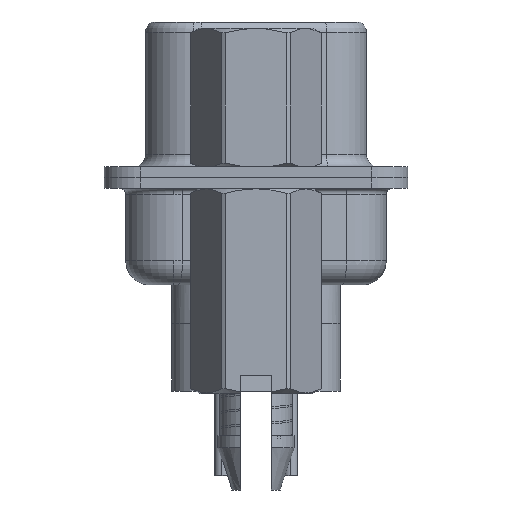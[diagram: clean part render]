
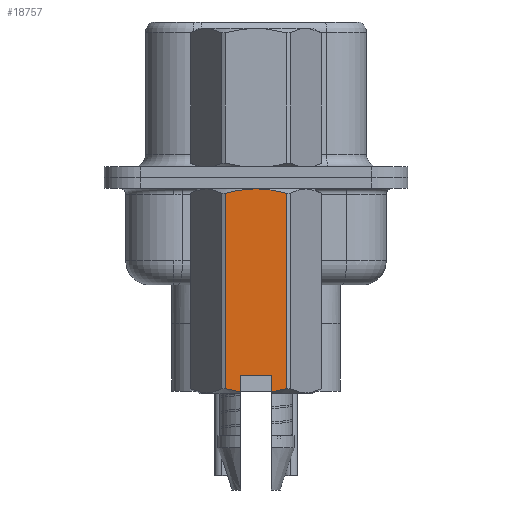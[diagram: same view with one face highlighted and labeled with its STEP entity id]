
A CAD part, left-side view. The second image highlights one B-rep face of the part: STEP entity #18757.
In plain terms, the highlighted planar face has unit normal (-1, 0, 0).
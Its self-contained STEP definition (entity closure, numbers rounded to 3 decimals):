
#917 = CARTESIAN_POINT ( 'NONE',  ( -2.381, -0.428, -0.485 ) ) ;
#2126 = DIRECTION ( 'NONE',  ( 0., 0., -1. ) ) ;
#2162 = VECTOR ( 'NONE', #26174, 1000. ) ;
#2847 = CARTESIAN_POINT ( 'NONE',  ( -2.381, 1.273, -0.652 ) ) ;
#3660 = CARTESIAN_POINT ( 'NONE',  ( -2.381, 0., -0.468 ) ) ;
#3714 = CARTESIAN_POINT ( 'NONE',  ( -2.381, 1.06, -8.806 ) ) ;
#3924 = FACE_OUTER_BOUND ( 'NONE', #35703, .T. ) ;
#7205 = CARTESIAN_POINT ( 'NONE',  ( -2.381, 0.858, -0.55 ) ) ;
#7471 = CARTESIAN_POINT ( 'NONE',  ( -2.381, -1.375, 7.399 ) ) ;
#7862 = CARTESIAN_POINT ( 'NONE',  ( -2.381, 0.432, -0.485 ) ) ;
#7988 = CARTESIAN_POINT ( 'NONE',  ( -2.381, -1.273, -0.652 ) ) ;
#9127 = ORIENTED_EDGE ( 'NONE', *, *, #39999, .T. ) ;
#9817 = VERTEX_POINT ( 'NONE', #32651 ) ;
#10325 = CARTESIAN_POINT ( 'NONE',  ( -2.381, 1.273, -8.748 ) ) ;
#10353 = ORIENTED_EDGE ( 'NONE', *, *, #43227, .T. ) ;
#10600 = CARTESIAN_POINT ( 'NONE',  ( -2.381, 1.273, -8.748 ) ) ;
#11123 = VERTEX_POINT ( 'NONE', #11184 ) ;
#11184 = CARTESIAN_POINT ( 'NONE',  ( -2.381, -1.273, -0.652 ) ) ;
#11369 = B_SPLINE_CURVE_WITH_KNOTS ( 'NONE', 3,
 ( #3660, #24760, #7862, #7205, #21400, #34988 ),
 .UNSPECIFIED., .F., .F.,
 ( 4, 2, 4 ),
 ( 0.004, 0.004, 0.005 ),
 .UNSPECIFIED. ) ;
#11478 = EDGE_CURVE ( 'NONE', #43529, #27663, #41783, .T. ) ;
#11815 = EDGE_CURVE ( 'NONE', #27663, #13828, #26862, .T. ) ;
#11881 = EDGE_CURVE ( 'NONE', #33629, #23537, #27676, .T. ) ;
#12286 = LINE ( 'NONE', #15619, #33948 ) ;
#12315 = LINE ( 'NONE', #32576, #35887 ) ;
#12944 = CARTESIAN_POINT ( 'NONE',  ( -2.381, -0.625, -8.2 ) ) ;
#13828 = VERTEX_POINT ( 'NONE', #39929 ) ;
#13930 = CARTESIAN_POINT ( 'NONE',  ( -2.381, -1.273, -8.748 ) ) ;
#14169 = CARTESIAN_POINT ( 'NONE',  ( -2.381, -1.273, 0.581 ) ) ;
#15445 = CARTESIAN_POINT ( 'NONE',  ( -2.381, 0., -0.468 ) ) ;
#15619 = CARTESIAN_POINT ( 'NONE',  ( -2.381, -0.625, -8.2 ) ) ;
#15920 = CARTESIAN_POINT ( 'NONE',  ( -2.381, -0.625, -8.2 ) ) ;
#16136 = ORIENTED_EDGE ( 'NONE', *, *, #27947, .F. ) ;
#17049 = CARTESIAN_POINT ( 'NONE',  ( -2.381, 0.625, -8.885 ) ) ;
#18757 = ADVANCED_FACE ( 'NONE', ( #3924 ), #34387, .T. ) ;
#19675 = VERTEX_POINT ( 'NONE', #15445 ) ;
#21400 = CARTESIAN_POINT ( 'NONE',  ( -2.381, 1.066, -0.596 ) ) ;
#21952 = DIRECTION ( 'NONE',  ( 0., 0., -1. ) ) ;
#22309 = VECTOR ( 'NONE', #31962, 1000. ) ;
#22844 = VECTOR ( 'NONE', #21952, 1000. ) ;
#23017 = CARTESIAN_POINT ( 'NONE',  ( -2.381, -0.625, -8.885 ) ) ;
#23537 = VERTEX_POINT ( 'NONE', #38066 ) ;
#24585 = DIRECTION ( 'NONE',  ( -1., 0., 0. ) ) ;
#24646 = CARTESIAN_POINT ( 'NONE',  ( -2.381, 1.273, 0.581 ) ) ;
#24667 = CARTESIAN_POINT ( 'NONE',  ( -2.381, -1.065, -0.596 ) ) ;
#24760 = CARTESIAN_POINT ( 'NONE',  ( -2.381, 0.215, -0.468 ) ) ;
#25107 = CARTESIAN_POINT ( 'NONE',  ( -2.381, -0.853, -0.549 ) ) ;
#25278 = LINE ( 'NONE', #14169, #22309 ) ;
#25281 = ORIENTED_EDGE ( 'NONE', *, *, #34099, .F. ) ;
#26174 = DIRECTION ( 'NONE',  ( 0., 0., -1. ) ) ;
#26862 = B_SPLINE_CURVE_WITH_KNOTS ( 'NONE', 3,
 ( #10600, #3714, #37299, #17049 ),
 .UNSPECIFIED., .F., .F.,
 ( 4, 4 ),
 ( 0.001, 0.002 ),
 .UNSPECIFIED. ) ;
#27663 = VERTEX_POINT ( 'NONE', #10325 ) ;
#27676 = B_SPLINE_CURVE_WITH_KNOTS ( 'NONE', 3,
 ( #33965, #34186, #30622, #13930 ),
 .UNSPECIFIED., .F., .F.,
 ( 4, 4 ),
 ( 0.003, 0.004 ),
 .UNSPECIFIED. ) ;
#27947 = EDGE_CURVE ( 'NONE', #32805, #9817, #12286, .T. ) ;
#30622 = CARTESIAN_POINT ( 'NONE',  ( -2.381, -1.06, -8.806 ) ) ;
#31962 = DIRECTION ( 'NONE',  ( 0., 0., 1. ) ) ;
#32576 = CARTESIAN_POINT ( 'NONE',  ( -2.381, 0.625, -8.2 ) ) ;
#32651 = CARTESIAN_POINT ( 'NONE',  ( -2.381, 0.625, -8.2 ) ) ;
#32805 = VERTEX_POINT ( 'NONE', #12944 ) ;
#33137 = EDGE_CURVE ( 'NONE', #23537, #11123, #25278, .T. ) ;
#33479 = ORIENTED_EDGE ( 'NONE', *, *, #11815, .T. ) ;
#33574 = AXIS2_PLACEMENT_3D ( 'NONE', #7471, #24585, #41278 ) ;
#33629 = VERTEX_POINT ( 'NONE', #23017 ) ;
#33918 = ORIENTED_EDGE ( 'NONE', *, *, #35289, .T. ) ;
#33948 = VECTOR ( 'NONE', #36085, 1000. ) ;
#33965 = CARTESIAN_POINT ( 'NONE',  ( -2.381, -0.625, -8.885 ) ) ;
#34099 = EDGE_CURVE ( 'NONE', #9817, #13828, #12315, .T. ) ;
#34186 = CARTESIAN_POINT ( 'NONE',  ( -2.381, -0.842, -8.854 ) ) ;
#34387 = PLANE ( 'NONE',  #33574 ) ;
#34694 = CARTESIAN_POINT ( 'NONE',  ( -2.381, -0.215, -0.468 ) ) ;
#34988 = CARTESIAN_POINT ( 'NONE',  ( -2.381, 1.273, -0.652 ) ) ;
#35289 = EDGE_CURVE ( 'NONE', #19675, #43529, #11369, .T. ) ;
#35703 = EDGE_LOOP ( 'NONE', ( #25281, #16136, #10353, #37566, #41572, #9127, #33918, #42642, #33479 ) ) ;
#35887 = VECTOR ( 'NONE', #2126, 1000. ) ;
#36085 = DIRECTION ( 'NONE',  ( 0., 1., 0. ) ) ;
#36177 = LINE ( 'NONE', #15920, #2162 ) ;
#37299 = CARTESIAN_POINT ( 'NONE',  ( -2.381, 0.845, -8.853 ) ) ;
#37566 = ORIENTED_EDGE ( 'NONE', *, *, #11881, .T. ) ;
#38066 = CARTESIAN_POINT ( 'NONE',  ( -2.381, -1.273, -8.748 ) ) ;
#39809 = B_SPLINE_CURVE_WITH_KNOTS ( 'NONE', 3,
 ( #7988, #24667, #25107, #917, #34694, #41587 ),
 .UNSPECIFIED., .F., .F.,
 ( 4, 2, 4 ),
 ( 0.003, 0.003, 0.004 ),
 .UNSPECIFIED. ) ;
#39929 = CARTESIAN_POINT ( 'NONE',  ( -2.381, 0.625, -8.885 ) ) ;
#39999 = EDGE_CURVE ( 'NONE', #11123, #19675, #39809, .T. ) ;
#41278 = DIRECTION ( 'NONE',  ( 0., 0., 1. ) ) ;
#41572 = ORIENTED_EDGE ( 'NONE', *, *, #33137, .T. ) ;
#41587 = CARTESIAN_POINT ( 'NONE',  ( -2.381, 0., -0.468 ) ) ;
#41783 = LINE ( 'NONE', #24646, #22844 ) ;
#42642 = ORIENTED_EDGE ( 'NONE', *, *, #11478, .T. ) ;
#43227 = EDGE_CURVE ( 'NONE', #32805, #33629, #36177, .T. ) ;
#43529 = VERTEX_POINT ( 'NONE', #2847 ) ;
